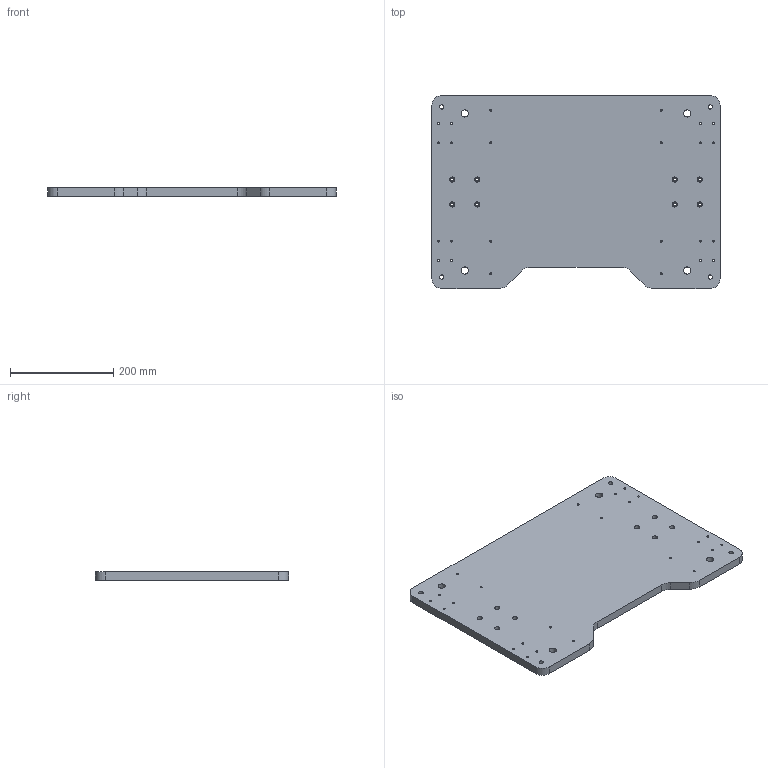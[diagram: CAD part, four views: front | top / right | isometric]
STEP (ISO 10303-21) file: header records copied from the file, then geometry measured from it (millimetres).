
FILE_DESCRIPTION(/* description */ ('FLUGGER BASE PLATE LARGE CYL'),/* implementation_level */ '2;1');
FILE_NAME(/* name */ 'J010344 FLUGGER BASE PLATE LARGE CYL Rev -.stp',/* time_stamp */ '2022-10-21T17:43:31-04:00',/* author */ ('arnoldj'),/* organization */ (''),/* preprocessor_version */ 'ST-DEVELOPER v18.1',/* originating_system */ 'Autodesk Inventor 2020',/* authorisation */ '');
FILE_SCHEMA (('AUTOMOTIVE_DESIGN { 1 0 10303 214 3 1 1 }'));
Length unit declared in the file: inch
Products named in the file (1): J010344 
Bounding box: 558.8 x 374.65 x 15.88 mm (x, y, z)
Volume: 3138352.4 mm3; surface area: 437897.9 mm2
Topology: 1 solids, 1 shells, 92 faces, 303 edges, 221 vertices
Faces by surface type: cylinder 65, plane 18, cone 9
Full cylindrical faces by diameter (mm): 1.694 x9, 3.962 x24, 5.791 x8, 8.433 x4, 10.008 x8, 13.995 x4
Entity records: 3677 total; most frequent: DIRECTION 676, CARTESIAN_POINT 608, ORIENTED_EDGE 588, EDGE_CURVE 294, AXIS2_PLACEMENT_3D 289, VERTEX_POINT 221, CIRCLE 196, EDGE_LOOP 189
